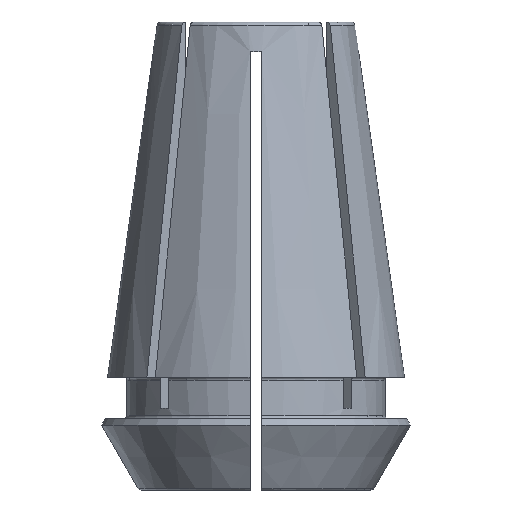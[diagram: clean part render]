
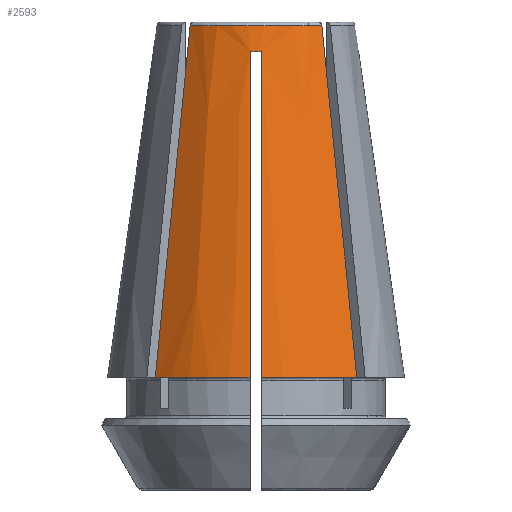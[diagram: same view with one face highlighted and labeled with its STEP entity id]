
A CAD part, front view. The second image highlights one B-rep face of the part: STEP entity #2593.
In plain terms, the highlighted conical face has half-angle 8 degrees and reference radius 6.641 mm.
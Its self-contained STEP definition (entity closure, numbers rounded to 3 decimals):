
#62=CONICAL_SURFACE('',#2865,6.641,0.14);
#107=CIRCLE('',#2677,6.922);
#218=CIRCLE('',#2864,6.677);
#219=CIRCLE('',#2866,10.);
#220=CIRCLE('',#2867,10.);
#1129=ORIENTED_EDGE('',*,*,#1771,.T.);
#1130=ORIENTED_EDGE('',*,*,#1772,.T.);
#1131=ORIENTED_EDGE('',*,*,#1769,.F.);
#1132=ORIENTED_EDGE('',*,*,#1713,.T.);
#1133=ORIENTED_EDGE('',*,*,#1773,.T.);
#1134=ORIENTED_EDGE('',*,*,#1774,.F.);
#1135=ORIENTED_EDGE('',*,*,#1496,.F.);
#1136=ORIENTED_EDGE('',*,*,#1511,.T.);
#1496=EDGE_CURVE('',#1899,#1896,#107,.T.);
#1511=EDGE_CURVE('',#1899,#1914,#2119,.T.);
#1713=EDGE_CURVE('',#2052,#2051,#2152,.T.);
#1769=EDGE_CURVE('',#2052,#2083,#218,.T.);
#1771=EDGE_CURVE('',#1914,#2084,#219,.T.);
#1772=EDGE_CURVE('',#2084,#2083,#2165,.T.);
#1773=EDGE_CURVE('',#2051,#2085,#220,.T.);
#1774=EDGE_CURVE('',#1896,#2085,#2166,.T.);
#1896=VERTEX_POINT('',#3937);
#1899=VERTEX_POINT('',#3942);
#1914=VERTEX_POINT('',#3985);
#2051=VERTEX_POINT('',#4505);
#2052=VERTEX_POINT('',#4513);
#2083=VERTEX_POINT('',#4656);
#2084=VERTEX_POINT('',#4663);
#2085=VERTEX_POINT('',#4672);
#2119=B_SPLINE_CURVE_WITH_KNOTS('',3,(#3986,#3987,#3988,#3989,#3990,#3991,
#3992,#3993,#3994,#3995),.UNSPECIFIED.,.F.,.F.,(4,3,3,4),(0.01,
0.013,0.026,0.032),.UNSPECIFIED.);
#2152=B_SPLINE_CURVE_WITH_KNOTS('',3,(#4506,#4507,#4508,#4509,#4510,#4511,
#4512),.UNSPECIFIED.,.F.,.F.,(4,3,4),(0.,0.012,
0.024),.UNSPECIFIED.);
#2165=B_SPLINE_CURVE_WITH_KNOTS('',3,(#4664,#4665,#4666,#4667,#4668,#4669,
#4670),.UNSPECIFIED.,.F.,.F.,(4,3,4),(0.,0.018,
0.024),.UNSPECIFIED.);
#2166=B_SPLINE_CURVE_WITH_KNOTS('',3,(#4673,#4674,#4675,#4676,#4677,#4678,
#4679,#4680,#4681,#4682),.UNSPECIFIED.,.F.,.F.,(4,3,3,4),(0.01,
0.013,0.026,0.032),.UNSPECIFIED.);
#2261=EDGE_LOOP('',(#1129,#1130,#1131,#1132,#1133,#1134,#1135,#1136));
#2397=FACE_BOUND('',#2261,.T.);
#2593=ADVANCED_FACE('',(#2397),#62,.T.);
#2677=AXIS2_PLACEMENT_3D('',#3943,#3037,#3038);
#2864=AXIS2_PLACEMENT_3D('',#4655,#3524,#3525);
#2865=AXIS2_PLACEMENT_3D('',#4661,#3526,#3527);
#2866=AXIS2_PLACEMENT_3D('',#4662,#3528,#3529);
#2867=AXIS2_PLACEMENT_3D('',#4671,#3530,#3531);
#3037=DIRECTION('',(0.,0.,-1.));
#3038=DIRECTION('',(-1.,0.,0.));
#3524=DIRECTION('',(0.,0.,1.));
#3525=DIRECTION('',(1.,0.,0.));
#3526=DIRECTION('',(0.,0.,-1.));
#3527=DIRECTION('',(-1.,0.,0.));
#3528=DIRECTION('',(0.,0.,1.));
#3529=DIRECTION('',(1.,0.,0.));
#3530=DIRECTION('',(0.,0.,1.));
#3531=DIRECTION('',(1.,0.,0.));
#3937=CARTESIAN_POINT('',(-0.4,-6.911,24.7));
#3942=CARTESIAN_POINT('',(0.4,-6.911,24.7));
#3943=CARTESIAN_POINT('',(0.,0.,24.7));
#3985=CARTESIAN_POINT('',(0.4,-9.992,2.8));
#3986=CARTESIAN_POINT('',(0.4,-6.911,24.7));
#3987=CARTESIAN_POINT('',(0.4,-7.043,23.76));
#3988=CARTESIAN_POINT('',(0.4,-7.175,22.819));
#3989=CARTESIAN_POINT('',(0.4,-7.308,21.879));
#3990=CARTESIAN_POINT('',(0.4,-7.905,17.638));
#3991=CARTESIAN_POINT('',(0.4,-8.501,13.396));
#3992=CARTESIAN_POINT('',(0.4,-9.098,9.155));
#3993=CARTESIAN_POINT('',(0.4,-9.396,7.037));
#3994=CARTESIAN_POINT('',(0.4,-9.694,4.918));
#3995=CARTESIAN_POINT('',(0.4,-9.992,2.8));
#4505=CARTESIAN_POINT('',(-6.783,-7.348,2.8));
#4506=CARTESIAN_POINT('',(-4.43,-4.996,26.442));
#4507=CARTESIAN_POINT('',(-4.816,-5.381,22.572));
#4508=CARTESIAN_POINT('',(-5.201,-5.766,18.703));
#4509=CARTESIAN_POINT('',(-5.586,-6.151,14.833));
#4510=CARTESIAN_POINT('',(-5.985,-6.55,10.822));
#4511=CARTESIAN_POINT('',(-6.384,-6.949,6.811));
#4512=CARTESIAN_POINT('',(-6.783,-7.348,2.8));
#4513=CARTESIAN_POINT('',(-4.43,-4.996,26.442));
#4655=CARTESIAN_POINT('',(0.,0.,26.442));
#4656=CARTESIAN_POINT('',(4.43,-4.996,26.442));
#4661=CARTESIAN_POINT('',(0.,0.,26.7));
#4662=CARTESIAN_POINT('',(0.,0.,2.8));
#4663=CARTESIAN_POINT('',(6.783,-7.348,2.8));
#4664=CARTESIAN_POINT('',(6.783,-7.348,2.8));
#4665=CARTESIAN_POINT('',(6.206,-6.772,8.595));
#4666=CARTESIAN_POINT('',(5.63,-6.195,14.39));
#4667=CARTESIAN_POINT('',(5.053,-5.619,20.185));
#4668=CARTESIAN_POINT('',(4.845,-5.411,22.271));
#4669=CARTESIAN_POINT('',(4.638,-5.204,24.356));
#4670=CARTESIAN_POINT('',(4.43,-4.996,26.442));
#4671=CARTESIAN_POINT('',(0.,0.,2.8));
#4672=CARTESIAN_POINT('',(-0.4,-9.992,2.8));
#4673=CARTESIAN_POINT('',(-0.4,-6.911,24.7));
#4674=CARTESIAN_POINT('',(-0.4,-7.043,23.76));
#4675=CARTESIAN_POINT('',(-0.4,-7.175,22.819));
#4676=CARTESIAN_POINT('',(-0.4,-7.308,21.879));
#4677=CARTESIAN_POINT('',(-0.4,-7.905,17.638));
#4678=CARTESIAN_POINT('',(-0.4,-8.501,13.396));
#4679=CARTESIAN_POINT('',(-0.4,-9.098,9.155));
#4680=CARTESIAN_POINT('',(-0.4,-9.396,7.037));
#4681=CARTESIAN_POINT('',(-0.4,-9.694,4.918));
#4682=CARTESIAN_POINT('',(-0.4,-9.992,2.8));
